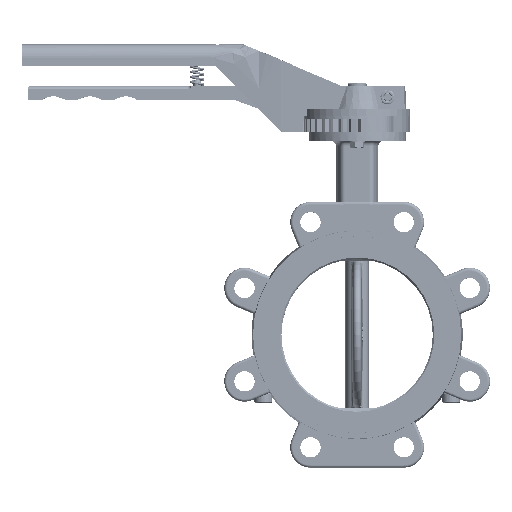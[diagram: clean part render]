
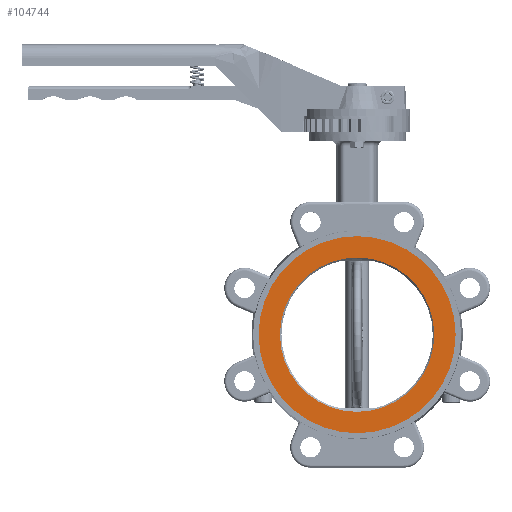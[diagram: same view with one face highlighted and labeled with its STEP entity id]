
A CAD part, top view. The second image highlights one B-rep face of the part: STEP entity #104744.
In plain terms, the highlighted planar face has unit normal (0, 0, 1).
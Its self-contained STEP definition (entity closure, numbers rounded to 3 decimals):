
#3697 = DIRECTION ( 'NONE',  ( 1., 0., 0. ) ) ;
#7004 = EDGE_CURVE ( 'NONE', #19867, #94012, #31583, .T. ) ;
#14635 = EDGE_CURVE ( 'NONE', #94012, #19867, #37801, .T. ) ;
#17147 = AXIS2_PLACEMENT_3D ( 'NONE', #162352, #44213, #3697 ) ;
#19867 = VERTEX_POINT ( 'NONE', #90140 ) ;
#19913 = ORIENTED_EDGE ( 'NONE', *, *, #32756, .F. ) ;
#20381 = EDGE_CURVE ( 'NONE', #24941, #126296, #143840, .T. ) ;
#24941 = VERTEX_POINT ( 'NONE', #147268 ) ;
#29142 = CARTESIAN_POINT ( 'NONE',  ( 0., 97., 29.5 ) ) ;
#31583 = CIRCLE ( 'NONE', #122344, 97. ) ;
#32527 = CARTESIAN_POINT ( 'NONE',  ( -76., 0., 29.5 ) ) ;
#32756 = EDGE_CURVE ( 'NONE', #126296, #24941, #82924, .T. ) ;
#37801 = CIRCLE ( 'NONE', #142432, 97. ) ;
#41128 = DIRECTION ( 'NONE',  ( 0., 0., 1. ) ) ;
#44213 = DIRECTION ( 'NONE',  ( 0., 0., 1. ) ) ;
#44744 = CARTESIAN_POINT ( 'NONE',  ( 0., 0., 29.5 ) ) ;
#47262 = FACE_OUTER_BOUND ( 'NONE', #121599, .T. ) ;
#49091 = EDGE_LOOP ( 'NONE', ( #92169, #19913 ) ) ;
#60163 = DIRECTION ( 'NONE',  ( 0., 0., 1. ) ) ;
#78232 = DIRECTION ( 'NONE',  ( 0., 0., -1. ) ) ;
#82924 = CIRCLE ( 'NONE', #140822, 76. ) ;
#86879 = FACE_BOUND ( 'NONE', #49091, .T. ) ;
#89089 = ORIENTED_EDGE ( 'NONE', *, *, #7004, .T. ) ;
#90140 = CARTESIAN_POINT ( 'NONE',  ( -97., 0., 29.5 ) ) ;
#92169 = ORIENTED_EDGE ( 'NONE', *, *, #20381, .F. ) ;
#92770 = CARTESIAN_POINT ( 'NONE',  ( 0., 0., 29.5 ) ) ;
#93668 = DIRECTION ( 'NONE',  ( 0., -1., 0. ) ) ;
#94012 = VERTEX_POINT ( 'NONE', #120054 ) ;
#103042 = DIRECTION ( 'NONE',  ( 0., 0., 1. ) ) ;
#104744 = ADVANCED_FACE ( 'NONE', ( #86879, #47262 ), #155932, .F. ) ;
#106471 = CARTESIAN_POINT ( 'NONE',  ( 0., 0., 29.5 ) ) ;
#120054 = CARTESIAN_POINT ( 'NONE',  ( 97., 0., 29.5 ) ) ;
#121599 = EDGE_LOOP ( 'NONE', ( #124204, #89089 ) ) ;
#122344 = AXIS2_PLACEMENT_3D ( 'NONE', #106471, #103042, #168748 ) ;
#123143 = DIRECTION ( 'NONE',  ( 1., 0., 0. ) ) ;
#124204 = ORIENTED_EDGE ( 'NONE', *, *, #14635, .T. ) ;
#126296 = VERTEX_POINT ( 'NONE', #32527 ) ;
#134193 = DIRECTION ( 'NONE',  ( 1., 0., 0. ) ) ;
#140822 = AXIS2_PLACEMENT_3D ( 'NONE', #92770, #41128, #134193 ) ;
#142432 = AXIS2_PLACEMENT_3D ( 'NONE', #44744, #60163, #123143 ) ;
#143840 = CIRCLE ( 'NONE', #17147, 76. ) ;
#147268 = CARTESIAN_POINT ( 'NONE',  ( 76., 0., 29.5 ) ) ;
#155932 = PLANE ( 'NONE',  #163860 ) ;
#162352 = CARTESIAN_POINT ( 'NONE',  ( 0., 0., 29.5 ) ) ;
#163860 = AXIS2_PLACEMENT_3D ( 'NONE', #29142, #78232, #93668 ) ;
#168748 = DIRECTION ( 'NONE',  ( 1., 0., 0. ) ) ;
